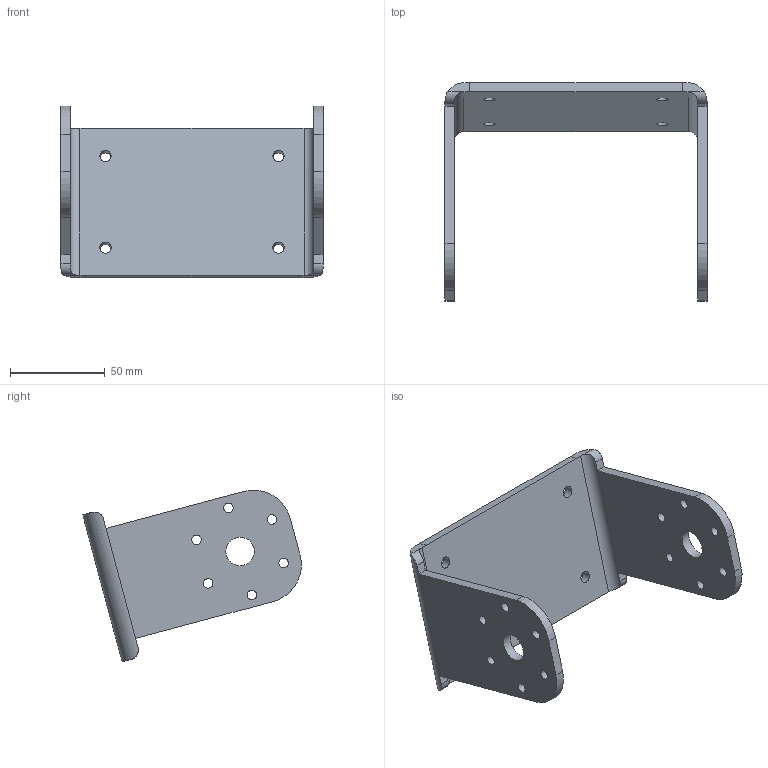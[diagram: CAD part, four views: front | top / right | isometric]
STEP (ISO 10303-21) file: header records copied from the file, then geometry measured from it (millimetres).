
FILE_DESCRIPTION(/* description */ (''),/* implementation_level */ '2;1');
FILE_NAME(/* name */ 'Bracket.step',/* time_stamp */ '2021-01-28T15:21:14+01:00',/* author */ (''),/* organization */ (''),/* preprocessor_version */ 'ST-DEVELOPER v18.1',/* originating_system */ 'Autodesk Translation Framework v9.7.0.1280',/* authorisation */ '');
FILE_SCHEMA (('AUTOMOTIVE_DESIGN { 1 0 10303 214 3 1 1 }'));
Length unit declared in the file: millimetre
Products named in the file (1): Bracket
Bounding box: 138 x 114.97 x 90.22 mm (x, y, z)
Volume: 108287.7 mm3; surface area: 49006.9 mm2
Topology: 1 solids, 1 shells, 52 faces, 142 edges, 92 vertices
Faces by surface type: cylinder 30, plane 22
Full cylindrical faces by diameter (mm): 5 x12, 6 x4, 15 x2
Entity records: 1872 total; most frequent: CARTESIAN_POINT 413, DIRECTION 288, ORIENTED_EDGE 284, EDGE_CURVE 142, AXIS2_PLACEMENT_3D 101, VERTEX_POINT 92, EDGE_LOOP 88, LINE 86
